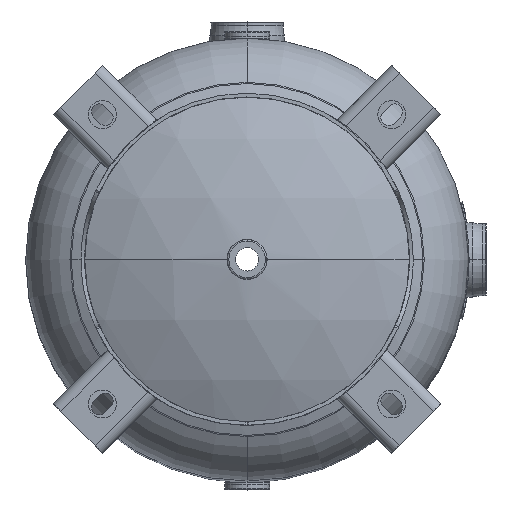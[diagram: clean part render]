
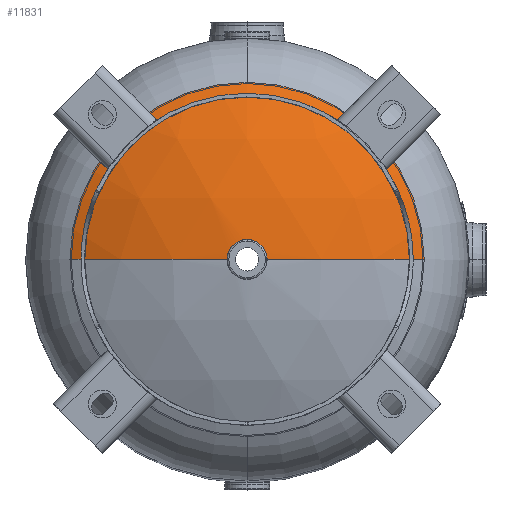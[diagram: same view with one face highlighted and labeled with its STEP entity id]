
A CAD part, top view. The second image highlights one B-rep face of the part: STEP entity #11831.
In plain terms, the highlighted spherical face has radius 365.76 mm.
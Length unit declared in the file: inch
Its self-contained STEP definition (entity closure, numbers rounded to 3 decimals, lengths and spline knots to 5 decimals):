
#1704 = CARTESIAN_POINT ( 'NONE',  ( 6.4, 0., 17.49961 ) ) ;
#2189 = EDGE_LOOP ( 'NONE', ( #9077, #11399, #9078, #10289, #10273 ) ) ;
#2961 = AXIS2_PLACEMENT_3D ( 'NONE', #4660, #4661, #4662 ) ;
#2964 = CIRCLE ( 'NONE', #2961, 6.4 ) ;
#2965 = AXIS2_PLACEMENT_3D ( 'NONE', #4652, #4653, #4654 ) ;
#2973 = AXIS2_PLACEMENT_3D ( 'NONE', #4640, #4641, #4642 ) ;
#2977 = CIRCLE ( 'NONE', #2973, 14.4 ) ;
#2979 = CIRCLE ( 'NONE', #2965, 14.4 ) ;
#3402 = CARTESIAN_POINT ( 'NONE',  ( 0., 0., 4.6 ) ) ;
#3403 = FACE_OUTER_BOUND ( 'NONE', #2189, .T. ) ;
#3850 = SPHERICAL_SURFACE ( 'NONE', #9935, 14.4 ) ;
#3853 = DIRECTION ( 'NONE',  ( 0., -1., 0. ) ) ;
#3854 = DIRECTION ( 'NONE',  ( 1., 0., 0. ) ) ;
#4640 = CARTESIAN_POINT ( 'NONE',  ( 0., 0., 4.6 ) ) ;
#4641 = DIRECTION ( 'NONE',  ( 0., -1., 0. ) ) ;
#4642 = DIRECTION ( 'NONE',  ( 1., 0., 0. ) ) ;
#4652 = CARTESIAN_POINT ( 'NONE',  ( 0., 0., 4.6 ) ) ;
#4653 = DIRECTION ( 'NONE',  ( 0., 1., 0. ) ) ;
#4654 = DIRECTION ( 'NONE',  ( 0., 0., 1. ) ) ;
#4660 = CARTESIAN_POINT ( 'NONE',  ( 0., 0., 17.49961 ) ) ;
#4661 = DIRECTION ( 'NONE',  ( 0., 0., -1. ) ) ;
#4662 = DIRECTION ( 'NONE',  ( 0., 1., 0. ) ) ;
#8156 = VERTEX_POINT ( 'NONE', #1704 ) ;
#8369 = VERTEX_POINT ( 'NONE', #10518 ) ;
#8955 = VERTEX_POINT ( 'NONE', #10692 ) ;
#8991 = VERTEX_POINT ( 'NONE', #10728 ) ;
#8993 = VERTEX_POINT ( 'NONE', #10730 ) ;
#9077 = ORIENTED_EDGE ( 'NONE', *, *, #11283, .F. ) ;
#9078 = ORIENTED_EDGE ( 'NONE', *, *, #11287, .T. ) ;
#9935 = AXIS2_PLACEMENT_3D ( 'NONE', #3402, #3853, #3854 ) ;
#10273 = ORIENTED_EDGE ( 'NONE', *, *, #10325, .F. ) ;
#10289 = ORIENTED_EDGE ( 'NONE', *, *, #11289, .F. ) ;
#10325 = EDGE_CURVE ( 'NONE', #8991, #8369, #11580, .T. ) ;
#10327 = EDGE_CURVE ( 'NONE', #8955, #8993, #11574, .T. ) ;
#10518 = CARTESIAN_POINT ( 'NONE',  ( 0., 6.4, 17.49961 ) ) ;
#10692 = CARTESIAN_POINT ( 'NONE',  ( 0.7215, 0., 18.98191 ) ) ;
#10728 = CARTESIAN_POINT ( 'NONE',  ( -6.4, 0., 17.49961 ) ) ;
#10730 = CARTESIAN_POINT ( 'NONE',  ( -0.7215, 0., 18.98191 ) ) ;
#10896 = CARTESIAN_POINT ( 'NONE',  ( 0., 0., 17.49961 ) ) ;
#10897 = DIRECTION ( 'NONE',  ( 0., 0., -1. ) ) ;
#10898 = DIRECTION ( 'NONE',  ( 0., 1., 0. ) ) ;
#10903 = CARTESIAN_POINT ( 'NONE',  ( 0., 0., 18.98191 ) ) ;
#10904 = DIRECTION ( 'NONE',  ( 0., 0., 1. ) ) ;
#10905 = DIRECTION ( 'NONE',  ( -1., 0., 0. ) ) ;
#11283 = EDGE_CURVE ( 'NONE', #8993, #8991, #2977, .T. ) ;
#11287 = EDGE_CURVE ( 'NONE', #8955, #8156, #2979, .T. ) ;
#11289 = EDGE_CURVE ( 'NONE', #8369, #8156, #2964, .T. ) ;
#11399 = ORIENTED_EDGE ( 'NONE', *, *, #10327, .F. ) ;
#11571 = AXIS2_PLACEMENT_3D ( 'NONE', #10903, #10904, #10905 ) ;
#11574 = CIRCLE ( 'NONE', #11571, 0.7215 ) ;
#11575 = AXIS2_PLACEMENT_3D ( 'NONE', #10896, #10897, #10898 ) ;
#11580 = CIRCLE ( 'NONE', #11575, 6.4 ) ;
#11831 = ADVANCED_FACE ( 'NONE', ( #3403 ), #3850, .T. ) ;
